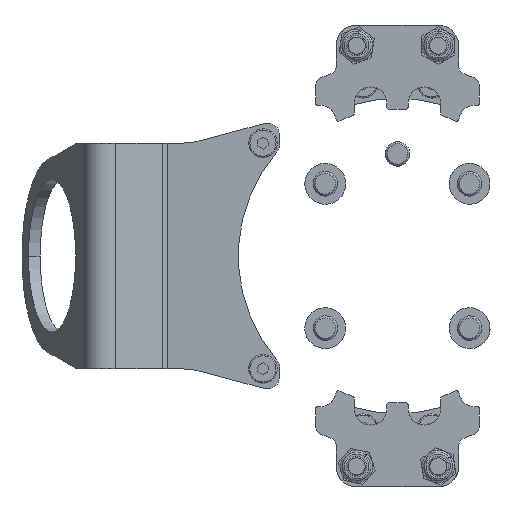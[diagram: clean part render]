
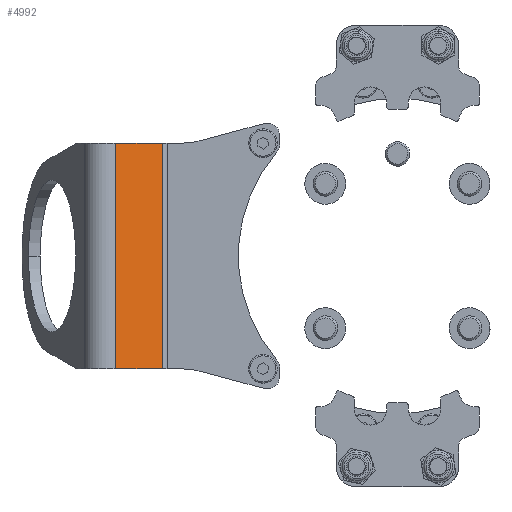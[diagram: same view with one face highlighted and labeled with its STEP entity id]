
A CAD part, left-side view. The second image highlights one B-rep face of the part: STEP entity #4992.
In plain terms, the highlighted planar face has unit normal (-0.819, -0.574, 0).
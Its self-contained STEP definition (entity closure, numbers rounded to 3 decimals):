
#79 = ORIENTED_EDGE ( 'NONE', *, *, #2690, .T. ) ;
#81 = ORIENTED_EDGE ( 'NONE', *, *, #4185, .F. ) ;
#88 = DIRECTION ( 'NONE',  ( -0.574, 0.819, 0. ) ) ;
#712 = CARTESIAN_POINT ( 'NONE',  ( 951.863, 74.576, 1492. ) ) ;
#857 = PLANE ( 'NONE',  #1074 ) ;
#1074 = AXIS2_PLACEMENT_3D ( 'NONE', #712, #11584, #12539 ) ;
#1319 = VECTOR ( 'NONE', #4179, 1000. ) ;
#2253 = VECTOR ( 'NONE', #88, 1000. ) ;
#2430 = LINE ( 'NONE', #7845, #5312 ) ;
#2535 = EDGE_CURVE ( 'NONE', #6371, #4796, #2430, .T. ) ;
#2690 = EDGE_CURVE ( 'NONE', #6371, #6564, #14503, .T. ) ;
#3251 = VECTOR ( 'NONE', #9933, 1000. ) ;
#4179 = DIRECTION ( 'NONE',  ( 0., 0., -1. ) ) ;
#4185 = EDGE_CURVE ( 'NONE', #4796, #11579, #9738, .T. ) ;
#4738 = CARTESIAN_POINT ( 'NONE',  ( 963.788, 57.545, 1422.36 ) ) ;
#4796 = VERTEX_POINT ( 'NONE', #4738 ) ;
#4992 = ADVANCED_FACE ( 'NONE', ( #14227 ), #857, .T. ) ;
#5312 = VECTOR ( 'NONE', #14583, 1000. ) ;
#6371 = VERTEX_POINT ( 'NONE', #9016 ) ;
#6564 = VERTEX_POINT ( 'NONE', #7484 ) ;
#6924 = CARTESIAN_POINT ( 'NONE',  ( 955.738, 69.041, 1422.36 ) ) ;
#7484 = CARTESIAN_POINT ( 'NONE',  ( 955.738, 69.041, 1477.64 ) ) ;
#7845 = CARTESIAN_POINT ( 'NONE',  ( 963.788, 57.545, 1492. ) ) ;
#9016 = CARTESIAN_POINT ( 'NONE',  ( 963.788, 57.545, 1477.64 ) ) ;
#9738 = LINE ( 'NONE', #10842, #3251 ) ;
#9933 = DIRECTION ( 'NONE',  ( -0.574, 0.819, 0. ) ) ;
#10606 = ORIENTED_EDGE ( 'NONE', *, *, #13542, .T. ) ;
#10842 = CARTESIAN_POINT ( 'NONE',  ( 951.863, 74.576, 1422.36 ) ) ;
#11579 = VERTEX_POINT ( 'NONE', #6924 ) ;
#11584 = DIRECTION ( 'NONE',  ( -0.819, -0.574, 0. ) ) ;
#12539 = DIRECTION ( 'NONE',  ( 0.574, -0.819, 0. ) ) ;
#12828 = LINE ( 'NONE', #13965, #1319 ) ;
#13002 = CARTESIAN_POINT ( 'NONE',  ( 951.863, 74.576, 1477.64 ) ) ;
#13542 = EDGE_CURVE ( 'NONE', #6564, #11579, #12828, .T. ) ;
#13965 = CARTESIAN_POINT ( 'NONE',  ( 955.738, 69.041, 1492. ) ) ;
#14227 = FACE_OUTER_BOUND ( 'NONE', #15497, .T. ) ;
#14503 = LINE ( 'NONE', #13002, #2253 ) ;
#14583 = DIRECTION ( 'NONE',  ( 0., 0., -1. ) ) ;
#15213 = ORIENTED_EDGE ( 'NONE', *, *, #2535, .F. ) ;
#15497 = EDGE_LOOP ( 'NONE', ( #10606, #81, #15213, #79 ) ) ;
